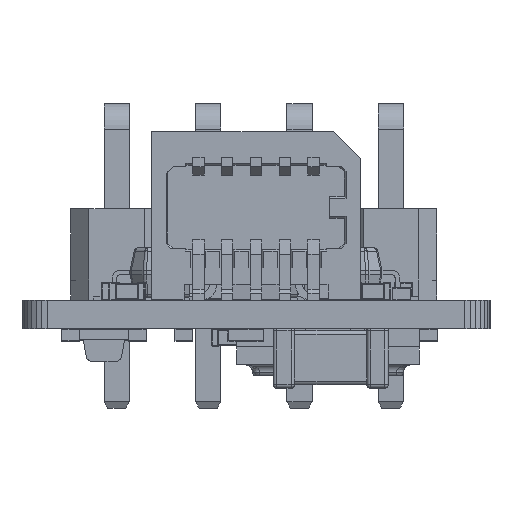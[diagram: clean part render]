
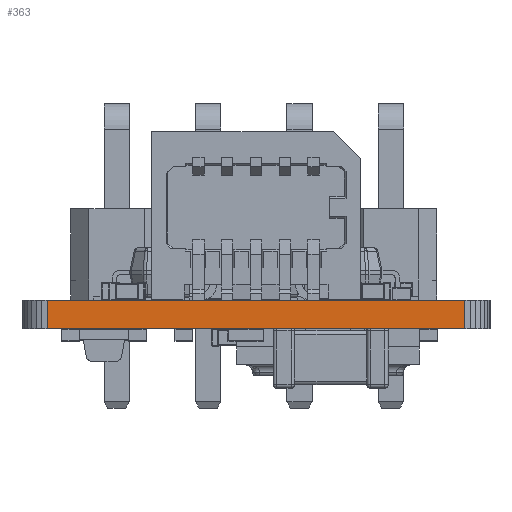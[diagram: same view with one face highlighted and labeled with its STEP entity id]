
A CAD part, left-side view. The second image highlights one B-rep face of the part: STEP entity #363.
In plain terms, the highlighted planar face has unit normal (-1, 0, 0).
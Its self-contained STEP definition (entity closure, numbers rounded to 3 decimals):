
#338 = VERTEX_POINT('',#339);
#339 = CARTESIAN_POINT('',(0.,12.3,0.798));
#345 = EDGE_CURVE('',#346,#338,#348,.T.);
#346 = VERTEX_POINT('',#347);
#347 = CARTESIAN_POINT('',(0.,12.3,0.));
#348 = LINE('',#349,#350);
#349 = CARTESIAN_POINT('',(0.,12.3,0.));
#350 = VECTOR('',#351,1.);
#351 = DIRECTION('',(0.,0.,1.));
#363 = ADVANCED_FACE('',(#364),#389,.F.);
#364 = FACE_BOUND('',#365,.F.);
#365 = EDGE_LOOP('',(#366,#367,#375,#383));
#366 = ORIENTED_EDGE('',*,*,#345,.T.);
#367 = ORIENTED_EDGE('',*,*,#368,.T.);
#368 = EDGE_CURVE('',#338,#369,#371,.T.);
#369 = VERTEX_POINT('',#370);
#370 = CARTESIAN_POINT('',(0.,0.7,0.798));
#371 = LINE('',#372,#373);
#372 = CARTESIAN_POINT('',(0.,12.3,0.798));
#373 = VECTOR('',#374,1.);
#374 = DIRECTION('',(0.,-1.,0.));
#375 = ORIENTED_EDGE('',*,*,#376,.F.);
#376 = EDGE_CURVE('',#377,#369,#379,.T.);
#377 = VERTEX_POINT('',#378);
#378 = CARTESIAN_POINT('',(0.,0.7,0.));
#379 = LINE('',#380,#381);
#380 = CARTESIAN_POINT('',(0.,0.7,0.));
#381 = VECTOR('',#382,1.);
#382 = DIRECTION('',(0.,0.,1.));
#383 = ORIENTED_EDGE('',*,*,#384,.F.);
#384 = EDGE_CURVE('',#346,#377,#385,.T.);
#385 = LINE('',#386,#387);
#386 = CARTESIAN_POINT('',(0.,12.3,0.));
#387 = VECTOR('',#388,1.);
#388 = DIRECTION('',(0.,-1.,0.));
#389 = PLANE('',#390);
#390 = AXIS2_PLACEMENT_3D('',#391,#392,#393);
#391 = CARTESIAN_POINT('',(0.,12.3,0.));
#392 = DIRECTION('',(1.,0.,0.));
#393 = DIRECTION('',(0.,-1.,0.));
